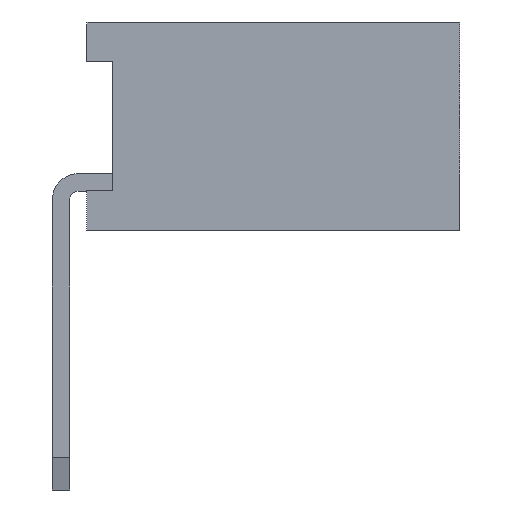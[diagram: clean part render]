
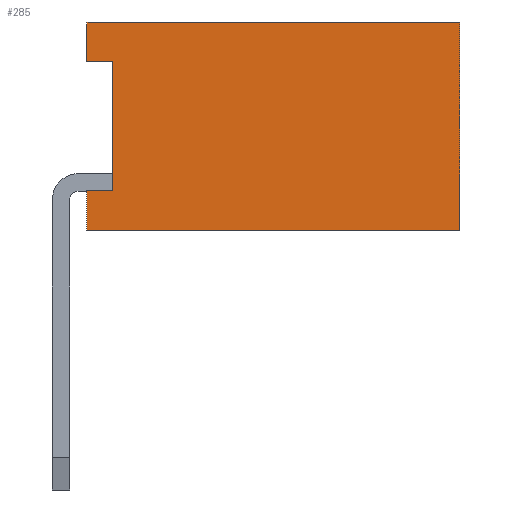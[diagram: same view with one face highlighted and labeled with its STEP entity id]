
A CAD part, left-side view. The second image highlights one B-rep face of the part: STEP entity #285.
In plain terms, the highlighted planar face has unit normal (-1, 0, 0).
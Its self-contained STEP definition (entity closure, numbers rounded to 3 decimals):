
#285=ADVANCED_FACE('',(#9719),#9721,.T.);
#9719=FACE_BOUND('',#9720,.T.);
#9720=EDGE_LOOP('',(#17237,#17238,#17239,#17240,#17241,#17242,#17243,#17244));
#9721=PLANE('',#9722);
#9722=AXIS2_PLACEMENT_3D('',#9723,#9724,#9725);
#9723=CARTESIAN_POINT('',(-1.,-4.6,0.));
#9724=DIRECTION('',(-1.,0.,0.));
#9725=DIRECTION('',(0.,0.,1.));
#17237=ORIENTED_EDGE('',*,*,#22861,.T.);
#17238=ORIENTED_EDGE('',*,*,#22937,.T.);
#17239=ORIENTED_EDGE('',*,*,#22790,.T.);
#17240=ORIENTED_EDGE('',*,*,#22936,.F.);
#17241=ORIENTED_EDGE('',*,*,#22938,.F.);
#17242=ORIENTED_EDGE('',*,*,#22939,.T.);
#17243=ORIENTED_EDGE('',*,*,#22940,.T.);
#17244=ORIENTED_EDGE('',*,*,#22931,.F.);
#22790=EDGE_CURVE('',#25648,#25645,#25649,.F.);
#22861=EDGE_CURVE('',#25790,#25788,#25791,.F.);
#22931=EDGE_CURVE('',#25790,#25923,#25924,.T.);
#22936=EDGE_CURVE('',#25930,#25645,#25932,.T.);
#22937=EDGE_CURVE('',#25788,#25648,#25933,.T.);
#22938=EDGE_CURVE('',#25934,#25930,#25935,.T.);
#22939=EDGE_CURVE('',#25934,#25936,#25937,.T.);
#22940=EDGE_CURVE('',#25936,#25923,#25938,.T.);
#25645=VERTEX_POINT('',#30341);
#25648=VERTEX_POINT('',#30346);
#25649=LINE('',#30347,#30348);
#25788=VERTEX_POINT('',#30626);
#25790=VERTEX_POINT('',#30630);
#25791=LINE('',#30631,#30632);
#25923=VERTEX_POINT('',#30903);
#25924=LINE('',#30904,#30905);
#25930=VERTEX_POINT('',#30918);
#25932=LINE('',#30922,#30923);
#25933=LINE('',#30925,#30926);
#25934=VERTEX_POINT('',#30928);
#25935=LINE('',#30929,#30930);
#25936=VERTEX_POINT('',#30932);
#25937=LINE('',#30933,#30934);
#25938=LINE('',#30936,#30937);
#30341=CARTESIAN_POINT('',(-1.,-0.3,0.45));
#30346=CARTESIAN_POINT('',(-1.,-0.6,0.45));
#30347=CARTESIAN_POINT('',(-1.,-0.3,0.45));
#30348=VECTOR('',#30349,1.);
#30349=DIRECTION('',(0.,-1.,0.));
#30626=CARTESIAN_POINT('',(-1.,-0.6,1.95));
#30630=CARTESIAN_POINT('',(-1.,-0.3,1.95));
#30631=CARTESIAN_POINT('',(-1.,-0.6,1.95));
#30632=VECTOR('',#30633,1.);
#30633=DIRECTION('',(0.,1.,0.));
#30903=CARTESIAN_POINT('',(-1.,-0.3,2.4));
#30904=CARTESIAN_POINT('',(-1.,-0.3,1.95));
#30905=VECTOR('',#30906,1.);
#30906=DIRECTION('',(0.,0.,1.));
#30918=CARTESIAN_POINT('',(-1.,-0.3,0.));
#30922=CARTESIAN_POINT('',(-1.,-0.3,0.));
#30923=VECTOR('',#30924,1.);
#30924=DIRECTION('',(0.,0.,1.));
#30925=CARTESIAN_POINT('',(-1.,-0.6,1.95));
#30926=VECTOR('',#30927,1.);
#30927=DIRECTION('',(0.,0.,-1.));
#30928=CARTESIAN_POINT('',(-1.,-4.6,0.));
#30929=CARTESIAN_POINT('',(-1.,-4.6,0.));
#30930=VECTOR('',#30931,1.);
#30931=DIRECTION('',(0.,1.,0.));
#30932=CARTESIAN_POINT('',(-1.,-4.6,2.4));
#30933=CARTESIAN_POINT('',(-1.,-4.6,0.));
#30934=VECTOR('',#30935,1.);
#30935=DIRECTION('',(0.,0.,1.));
#30936=CARTESIAN_POINT('',(-1.,-4.6,2.4));
#30937=VECTOR('',#30938,1.);
#30938=DIRECTION('',(0.,1.,0.));
